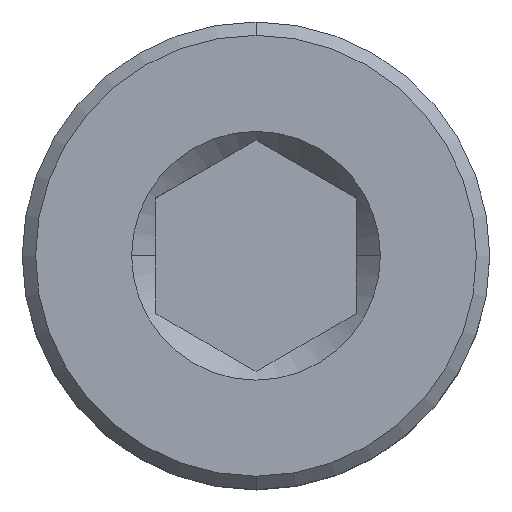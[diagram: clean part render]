
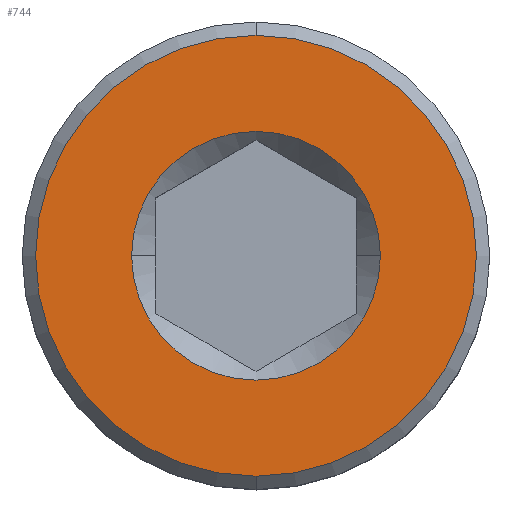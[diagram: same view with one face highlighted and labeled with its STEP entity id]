
A CAD part, top view. The second image highlights one B-rep face of the part: STEP entity #744.
In plain terms, the highlighted planar face has unit normal (0, 0, 1).
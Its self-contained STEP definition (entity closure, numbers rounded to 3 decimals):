
#290 = AXIS2_PLACEMENT_3D ( 'NONE', #2692, #2448, #1885 ) ;
#298 = CARTESIAN_POINT ( 'NONE',  ( 0., 3.3, 7. ) ) ;
#438 = EDGE_CURVE ( 'NONE', #1251, #3491, #1341, .T. ) ;
#460 = CARTESIAN_POINT ( 'NONE',  ( 0., 0., 7. ) ) ;
#569 = EDGE_LOOP ( 'NONE', ( #2949, #3368 ) ) ;
#633 = CIRCLE ( 'NONE', #2277, 1.862 ) ;
#744 = ADVANCED_FACE ( 'NONE', ( #3483, #2495 ), #2708, .T. ) ;
#971 = AXIS2_PLACEMENT_3D ( 'NONE', #2067, #2867, #1778 ) ;
#1094 = CARTESIAN_POINT ( 'NONE',  ( 0., 0., 7. ) ) ;
#1198 = DIRECTION ( 'NONE',  ( 0., -1., 0. ) ) ;
#1251 = VERTEX_POINT ( 'NONE', #298 ) ;
#1312 = CIRCLE ( 'NONE', #290, 3.3 ) ;
#1341 = CIRCLE ( 'NONE', #1951, 3.3 ) ;
#1374 = CARTESIAN_POINT ( 'NONE',  ( 0., 0., 7. ) ) ;
#1519 = DIRECTION ( 'NONE',  ( 0., 0., 1. ) ) ;
#1542 = CARTESIAN_POINT ( 'NONE',  ( -1.862, 0., 7. ) ) ;
#1578 = ORIENTED_EDGE ( 'NONE', *, *, #438, .F. ) ;
#1750 = VERTEX_POINT ( 'NONE', #2994 ) ;
#1778 = DIRECTION ( 'NONE',  ( 1., 0., 0. ) ) ;
#1824 = ORIENTED_EDGE ( 'NONE', *, *, #3364, .F. ) ;
#1885 = DIRECTION ( 'NONE',  ( 0., 1., 0. ) ) ;
#1896 = DIRECTION ( 'NONE',  ( 0., 0., 1. ) ) ;
#1951 = AXIS2_PLACEMENT_3D ( 'NONE', #460, #2874, #2575 ) ;
#1983 = CARTESIAN_POINT ( 'NONE',  ( 0., -3.3, 7. ) ) ;
#2042 = AXIS2_PLACEMENT_3D ( 'NONE', #1094, #1519, #1198 ) ;
#2065 = EDGE_CURVE ( 'NONE', #1750, #2254, #3138, .T. ) ;
#2067 = CARTESIAN_POINT ( 'NONE',  ( 0., 0., 7. ) ) ;
#2180 = DIRECTION ( 'NONE',  ( 1., 0., 0. ) ) ;
#2254 = VERTEX_POINT ( 'NONE', #1542 ) ;
#2277 = AXIS2_PLACEMENT_3D ( 'NONE', #1374, #1896, #2180 ) ;
#2448 = DIRECTION ( 'NONE',  ( 0., 0., -1. ) ) ;
#2495 = FACE_OUTER_BOUND ( 'NONE', #2891, .T. ) ;
#2575 = DIRECTION ( 'NONE',  ( 0., 1., 0. ) ) ;
#2692 = CARTESIAN_POINT ( 'NONE',  ( 0., 0., 7. ) ) ;
#2708 = PLANE ( 'NONE',  #2042 ) ;
#2867 = DIRECTION ( 'NONE',  ( 0., 0., 1. ) ) ;
#2874 = DIRECTION ( 'NONE',  ( 0., 0., -1. ) ) ;
#2891 = EDGE_LOOP ( 'NONE', ( #1578, #1824 ) ) ;
#2949 = ORIENTED_EDGE ( 'NONE', *, *, #2065, .F. ) ;
#2994 = CARTESIAN_POINT ( 'NONE',  ( 1.862, 0., 7. ) ) ;
#3138 = CIRCLE ( 'NONE', #971, 1.862 ) ;
#3364 = EDGE_CURVE ( 'NONE', #3491, #1251, #1312, .T. ) ;
#3368 = ORIENTED_EDGE ( 'NONE', *, *, #3388, .F. ) ;
#3388 = EDGE_CURVE ( 'NONE', #2254, #1750, #633, .T. ) ;
#3483 = FACE_BOUND ( 'NONE', #569, .T. ) ;
#3491 = VERTEX_POINT ( 'NONE', #1983 ) ;
